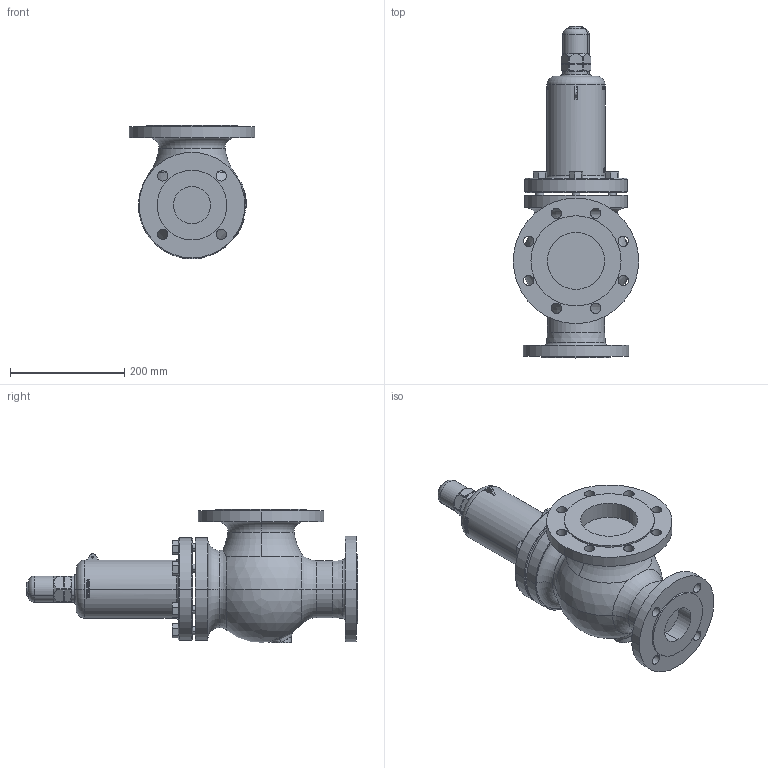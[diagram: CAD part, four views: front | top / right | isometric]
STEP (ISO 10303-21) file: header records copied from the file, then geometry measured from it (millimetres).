
FILE_DESCRIPTION (( 'STEP AP203' ), '1' );
FILE_NAME ('S1400 65X100 PN16.STEP', '2018-08-23T09:05:35', ( '' ), ( '' ), 'SwSTEP 2.0', 'SolidWorks 2018', '' );
FILE_SCHEMA (( 'CONFIG_CONTROL_DESIGN' ));
Length unit declared in the file: millimetre
Products named in the file (5): Rosca S1400 40X65, 80X125; bonnet 1400 65x100; body 1400 65x100 PN16; S1400 65X100 PN16; cap 1400 65x100
Assembly tree (9 placements, depth 2):
  S1400 65X100 PN16
    body 1400 65x100 PN16
    bonnet 1400 65x100
    Rosca S1400 40X65, 80X125  x6
    cap 1400 65x100
Bounding box: 220 x 582 x 234 mm (x, y, z)
Volume: 8370490.4 mm3; surface area: 485180.8 mm2
Topology: 9 solids, 9 shells, 871 faces, 2288 edges, 1504 vertices
Faces by surface type: bspline 360, plane 284, cylinder 127, sphere 47, torus 33, cone 20
Entity records: 45320 total; most frequent: CARTESIAN_POINT 26790, ORIENTED_EDGE 4330, DIRECTION 2684, EDGE_CURVE 2165, VERTEX_POINT 1422, AXIS2_PLACEMENT_3D 962, EDGE_LOOP 919, B_SPLINE_CURVE_WITH_KNOTS 833
